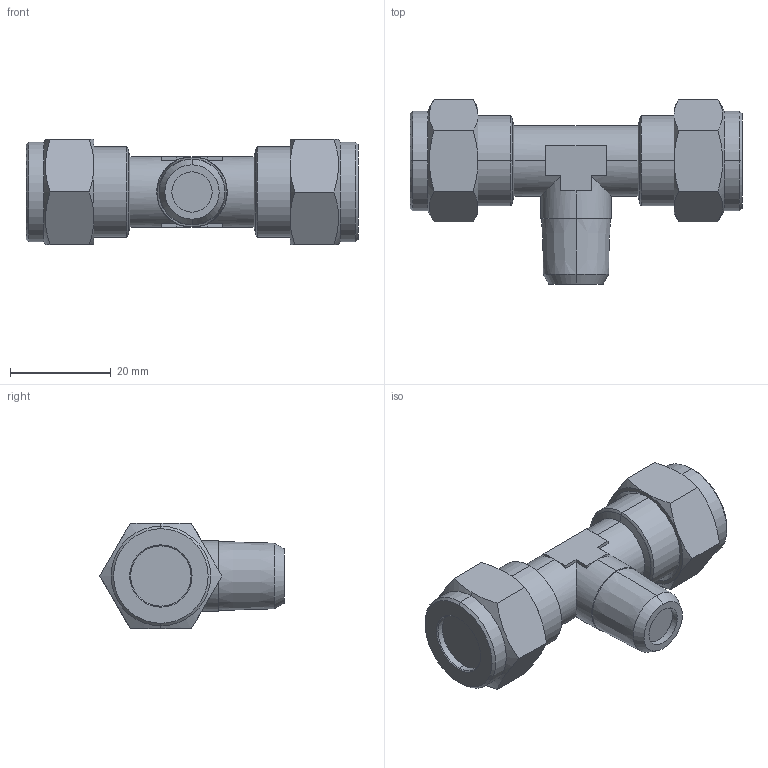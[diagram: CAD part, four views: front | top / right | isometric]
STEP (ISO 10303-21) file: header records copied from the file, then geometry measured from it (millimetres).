
FILE_DESCRIPTION (( 'STEP AP214' ), '1' );
FILE_NAME ('1022000010.step', '2013-02-25T17:11:53', ( '' ), ( '' ), 'SwSTEP 2.0', 'SolidWorks 2012', '' );
FILE_SCHEMA (( 'AUTOMOTIVE_DESIGN' ));
Length unit declared in the file: millimetre
Products named in the file (1): 1022000010
Bounding box: 66 x 36.62 x 21 mm (x, y, z)
Volume: 19255.4 mm3; surface area: 5874.5 mm2
Topology: 1 solids, 1 shells, 108 faces, 240 edges, 137 vertices
Faces by surface type: plane 43, cone 42, cylinder 19, torus 4
Entity records: 3186 total; most frequent: CARTESIAN_POINT 770, DIRECTION 500, ORIENTED_EDGE 476, EDGE_CURVE 238, AXIS2_PLACEMENT_3D 195, VERTEX_POINT 137, EDGE_LOOP 113, VECTOR 110
